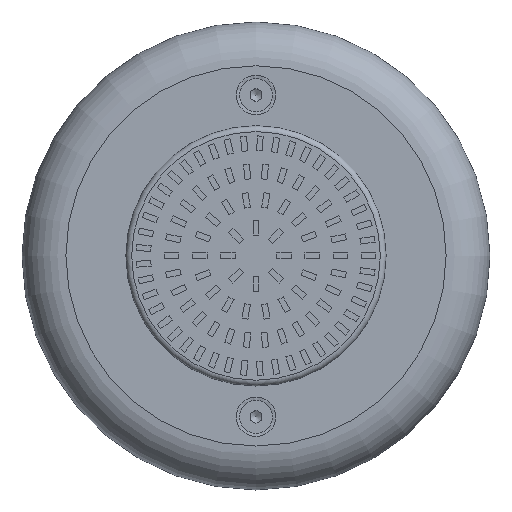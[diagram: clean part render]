
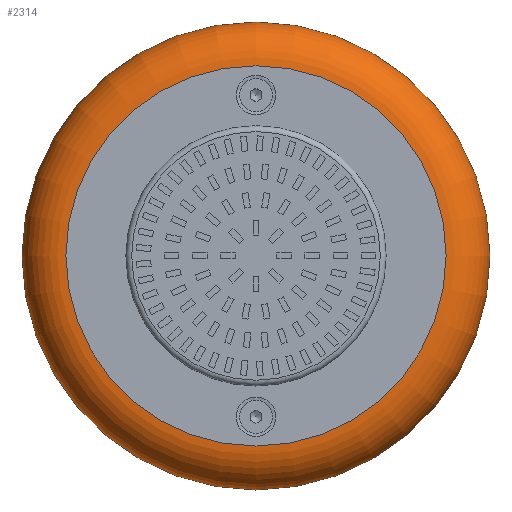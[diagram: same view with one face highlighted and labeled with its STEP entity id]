
A CAD part, top view. The second image highlights one B-rep face of the part: STEP entity #2314.
In plain terms, the highlighted toroidal (fillet/blend) face has major radius 65 mm and minor radius 15 mm.
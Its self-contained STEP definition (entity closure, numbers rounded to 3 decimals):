
#2314=ADVANCED_FACE('',(#11598,#11600),#11602,.T.);
#11598=FACE_OUTER_BOUND('',#11599,.T.);
#11599=EDGE_LOOP('',(#17209));
#11600=FACE_OUTER_BOUND('',#11601,.T.);
#11601=EDGE_LOOP('',(#17210));
#11602=TOROIDAL_SURFACE('',#11603,65.,15.);
#11603=AXIS2_PLACEMENT_3D('',#11604,#11605,#11606);
#11604=CARTESIAN_POINT('',(0.,0.,-6.925));
#11605=DIRECTION('',(0.,0.,1.));
#11606=DIRECTION('',(0.,-1.,0.));
#17209=ORIENTED_EDGE('',*,*,#20120,.F.);
#17210=ORIENTED_EDGE('',*,*,#20127,.T.);
#20120=EDGE_CURVE('',#21755,#21755,#21756,.T.);
#20127=EDGE_CURVE('',#21769,#21769,#21770,.T.);
#21755=VERTEX_POINT('',#26514);
#21756=CIRCLE('',#26515,65.);
#21769=VERTEX_POINT('',#26549);
#21770=CIRCLE('',#26550,80.);
#26514=CARTESIAN_POINT('',(0.,-65.,8.075));
#26515=AXIS2_PLACEMENT_3D('',#26516,#26517,#26518);
#26516=CARTESIAN_POINT('',(0.,0.,8.075));
#26517=DIRECTION('',(0.,0.,1.));
#26518=DIRECTION('',(0.,-1.,0.));
#26549=CARTESIAN_POINT('',(0.,-80.,-6.925));
#26550=AXIS2_PLACEMENT_3D('',#26551,#26552,#26553);
#26551=CARTESIAN_POINT('',(0.,0.,-6.925));
#26552=DIRECTION('',(0.,0.,1.));
#26553=DIRECTION('',(0.,-1.,0.));
